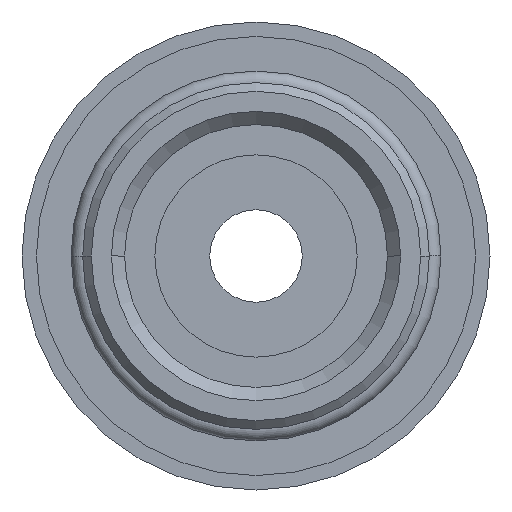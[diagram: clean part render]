
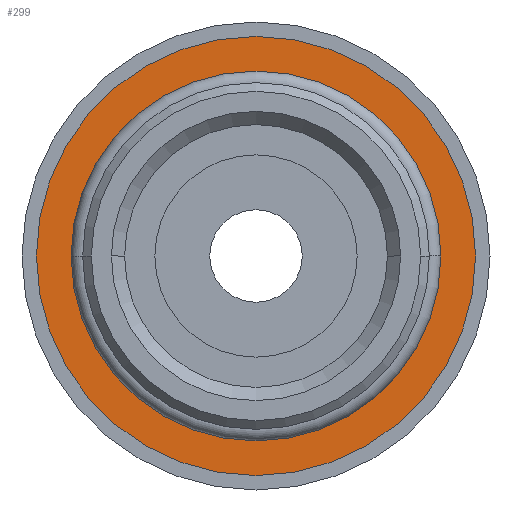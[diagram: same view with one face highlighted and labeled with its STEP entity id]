
A CAD part, front view. The second image highlights one B-rep face of the part: STEP entity #299.
In plain terms, the highlighted planar face has unit normal (0, -1, 0).
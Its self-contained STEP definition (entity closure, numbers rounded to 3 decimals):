
#299=ADVANCED_FACE('',(#611,#612),#613,.T.);
#611=FACE_OUTER_BOUND('',#934,.T.);
#612=FACE_BOUND('',#935,.T.);
#613=PLANE('',#936);
#934=EDGE_LOOP('',(#1720,#1721));
#935=EDGE_LOOP('',(#1722,#1723));
#936=AXIS2_PLACEMENT_3D('',#1724,#1725,#1726);
#1720=ORIENTED_EDGE('',*,*,#1907,.F.);
#1721=ORIENTED_EDGE('',*,*,#2161,.F.);
#1722=ORIENTED_EDGE('',*,*,#1914,.T.);
#1723=ORIENTED_EDGE('',*,*,#2159,.T.);
#1724=CARTESIAN_POINT('',(6.8,4.0,0.0));
#1725=DIRECTION('',(-0.0,-1.0,-0.0));
#1726=DIRECTION('',(-1.0,0.0,0.0));
#1907=EDGE_CURVE('',#2293,#2296,#2297,.T.);
#1914=EDGE_CURVE('',#2303,#2307,#2309,.T.);
#2159=EDGE_CURVE('',#2307,#2303,#2648,.T.);
#2161=EDGE_CURVE('',#2296,#2293,#2650,.T.);
#2293=VERTEX_POINT('',#2946);
#2296=VERTEX_POINT('',#2950);
#2297=CIRCLE('',#2951,7.6);
#2303=VERTEX_POINT('',#2958);
#2307=VERTEX_POINT('',#2963);
#2309=CIRCLE('',#2966,6.0);
#2648=CIRCLE('',#3877,6.0);
#2650=CIRCLE('',#3879,7.6);
#2946=CARTESIAN_POINT('',(7.6,4.0,0.0));
#2950=CARTESIAN_POINT('',(-7.6,4.0,0.));
#2951=AXIS2_PLACEMENT_3D('',#4015,#4016,#4017);
#2958=CARTESIAN_POINT('',(6.0,4.0,0.0));
#2963=CARTESIAN_POINT('',(-6.0,4.0,0.));
#2966=AXIS2_PLACEMENT_3D('',#4027,#4028,#4029);
#3877=AXIS2_PLACEMENT_3D('',#4293,#4294,#4295);
#3879=AXIS2_PLACEMENT_3D('',#4296,#4297,#4298);
#4015=CARTESIAN_POINT('',(0.0,4.0,0.0));
#4016=DIRECTION('',(-0.0,1.0,0.0));
#4017=DIRECTION('',(1.0,0.0,0.0));
#4027=CARTESIAN_POINT('',(0.0,4.0,0.0));
#4028=DIRECTION('',(-0.0,1.0,0.0));
#4029=DIRECTION('',(1.0,0.0,0.0));
#4293=CARTESIAN_POINT('',(0.0,4.0,0.0));
#4294=DIRECTION('',(-0.0,1.0,0.0));
#4295=DIRECTION('',(1.0,0.0,0.0));
#4296=CARTESIAN_POINT('',(0.0,4.0,0.0));
#4297=DIRECTION('',(-0.0,1.0,0.0));
#4298=DIRECTION('',(1.0,0.0,0.0));
